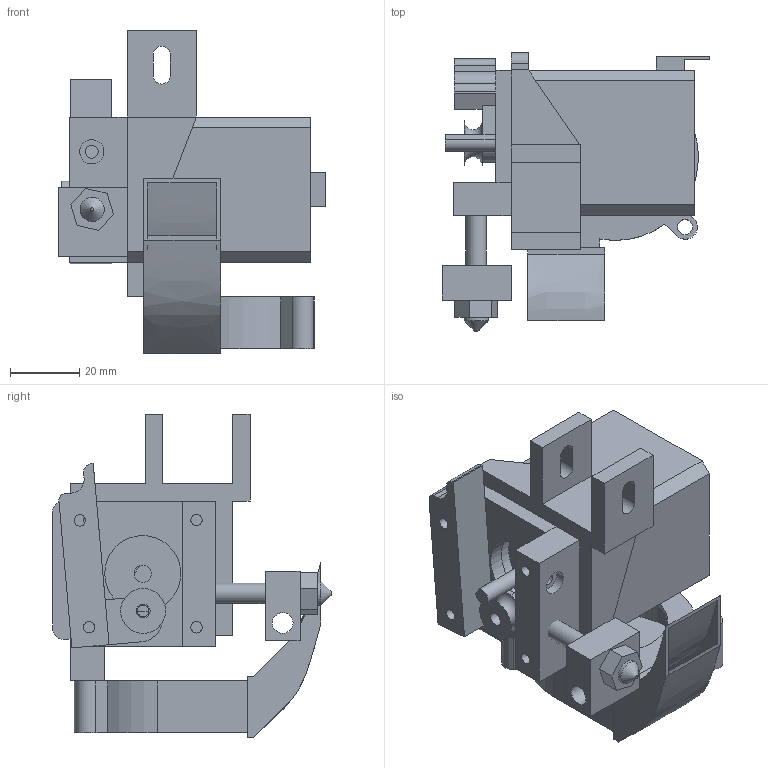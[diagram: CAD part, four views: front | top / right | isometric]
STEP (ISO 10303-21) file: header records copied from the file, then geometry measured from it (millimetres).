
FILE_DESCRIPTION(/* description */ (''),/* implementation_level */ '2;1');
FILE_NAME(/* name */ 'Extruder Halter v15.step',/* time_stamp */ '2018-07-24T23:53:02+02:00',/* author */ ('sven.ginka'),/* organization */ (''),/* preprocessor_version */ 'ST-DEVELOPER v17',/* originating_system */ 'Autodesk Translation Framework v7.1.0.215',/* authorisation */ '');
FILE_SCHEMA (('AUTOMOTIVE_DESIGN { 1 0 10303 214 3 1 1 }'));
Length unit declared in the file: millimetre
Products named in the file (12): Extruder Halter; Komponente1; 17HS19-2004S1 (OMC Stepper Online); halter; hebel; Rädchen; gewindebolze; heizblock; Hotend 0.3mm; Komponente7; Blower; Hotend cooler
Assembly tree (11 placements, depth 3):
  Extruder Halter
    Komponente1
    17HS19-2004S1 (OMC Stepper Online)
    halter
      hebel
      Rädchen
      gewindebolze
      heizblock
      Hotend 0.3mm
    Komponente7
    Blower
    Hotend cooler
Bounding box: 77.43 x 80.45 x 93.35 mm (x, y, z)
Volume: 134529.2 mm3; surface area: 52250.7 mm2
Topology: 12 solids, 12 shells, 185 faces, 453 edges, 300 vertices
Faces by surface type: plane 125, cylinder 53, bspline 4, cone 2, torus 1
Full cylindrical faces by diameter (mm): 1.9 x1, 3.3 x11, 3.7 x1, 4 x2, 4.4 x2, 5 x6, 5.3 x1, 5.88 x1, 6 x1, 7 x2, 22 x2, 24 x1, 32 x1
Entity records: 5906 total; most frequent: CARTESIAN_POINT 997, DIRECTION 970, ORIENTED_EDGE 906, EDGE_CURVE 453, LINE 328, VECTOR 328, AXIS2_PLACEMENT_3D 321, VERTEX_POINT 300
